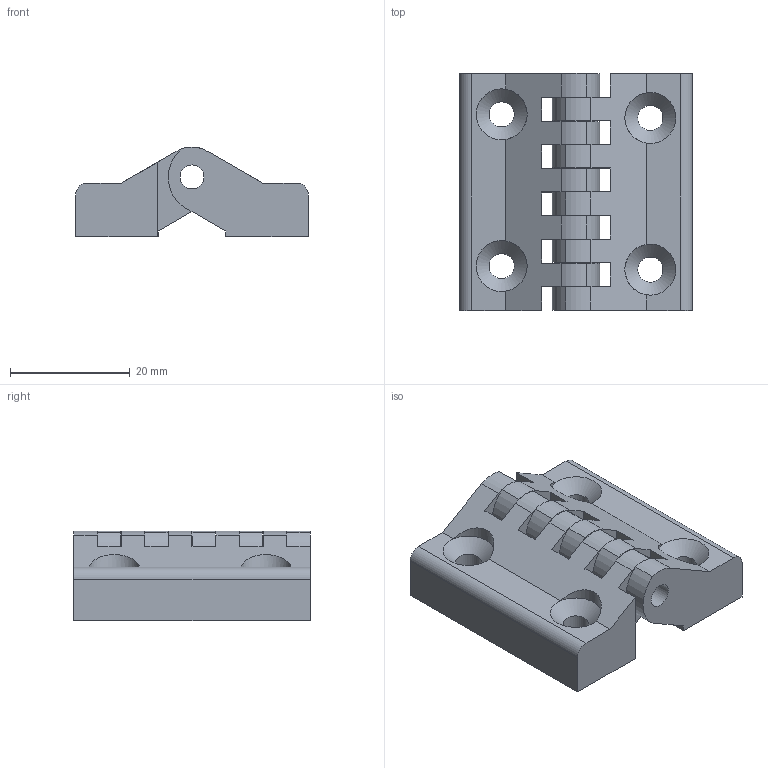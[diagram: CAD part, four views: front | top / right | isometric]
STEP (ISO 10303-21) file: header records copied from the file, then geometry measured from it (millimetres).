
FILE_DESCRIPTION(('STEP AP203'),'2;1');
FILE_NAME('15.001.00.stp','2011-03-05T12:47:53',(''),(''),'2009.3.110','THINKDESIGN','');
FILE_SCHEMA(('CONFIG_CONTROL_DESIGN'));
Length unit declared in the file: millimetre
Bounding box: 38.8 x 39.5 x 15.01 mm (x, y, z)
Volume: 13059.6 mm3; surface area: 7590.3 mm2
Topology: 2 solids, 2 shells, 104 faces, 328 edges, 224 vertices
Faces by surface type: plane 60, cylinder 40, bspline 4
Full cylindrical faces by diameter (mm): 4 x10, 4.2 x4
Entity records: 3895 total; most frequent: CARTESIAN_POINT 724, ORIENTED_EDGE 656, DIRECTION 644, EDGE_CURVE 328, VERTEX_POINT 224, AXIS2_PLACEMENT_3D 216, VECTOR 212, LINE 212
